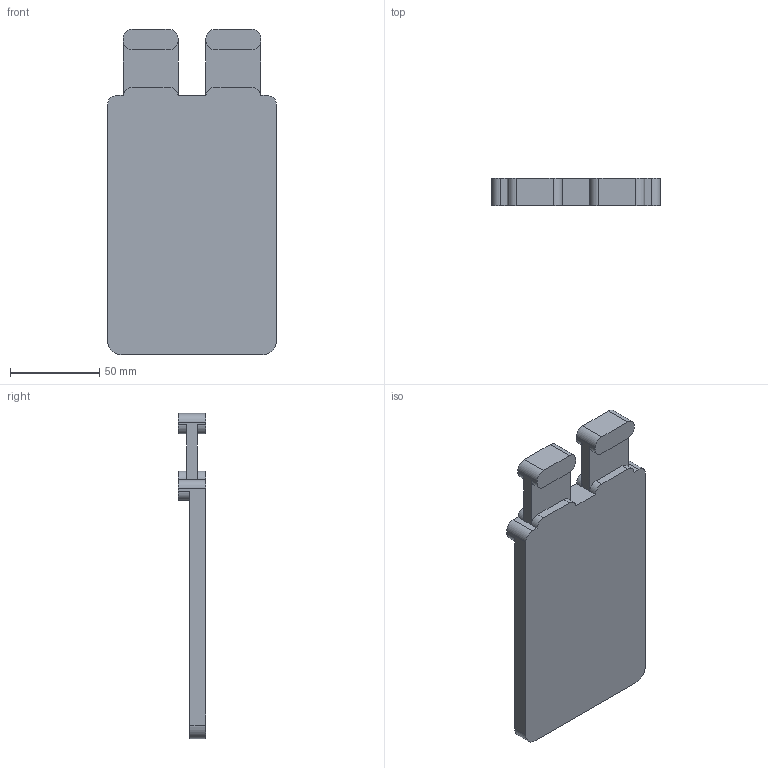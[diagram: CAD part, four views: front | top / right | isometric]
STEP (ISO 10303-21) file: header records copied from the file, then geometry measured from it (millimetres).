
FILE_DESCRIPTION (( 'STEP AP203' ), '1' );
FILE_NAME ('frc_battery_dead.STEP', '2024-03-29T18:49:01', ( '' ), ( '' ), 'SwSTEP 2.0', 'SolidWorks 2022', '' );
FILE_SCHEMA (( 'CONFIG_CONTROL_DESIGN' ));
Length unit declared in the file: inch
Products named in the file (1): frc_battery_dead
Bounding box: 94.84 x 15.22 x 182.55 mm (x, y, z)
Volume: 149086.3 mm3; surface area: 41804.5 mm2
Topology: 1 solids, 1 shells, 160 faces, 424 edges, 280 vertices
Faces by surface type: plane 108, cylinder 26, bspline 26
Entity records: 6435 total; most frequent: CARTESIAN_POINT 2507, ORIENTED_EDGE 848, DIRECTION 694, EDGE_CURVE 424, LINE 320, VECTOR 320, VERTEX_POINT 280, AXIS2_PLACEMENT_3D 187
